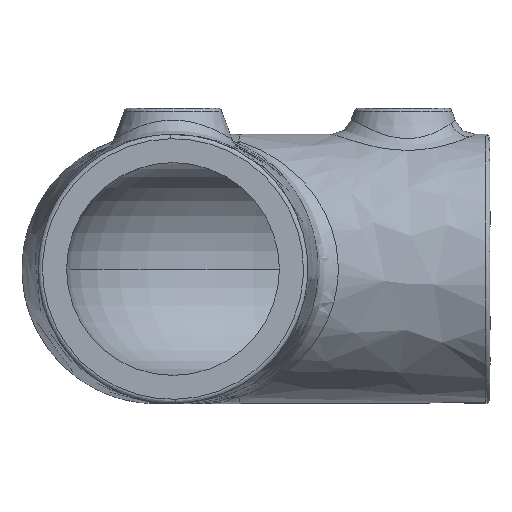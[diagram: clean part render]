
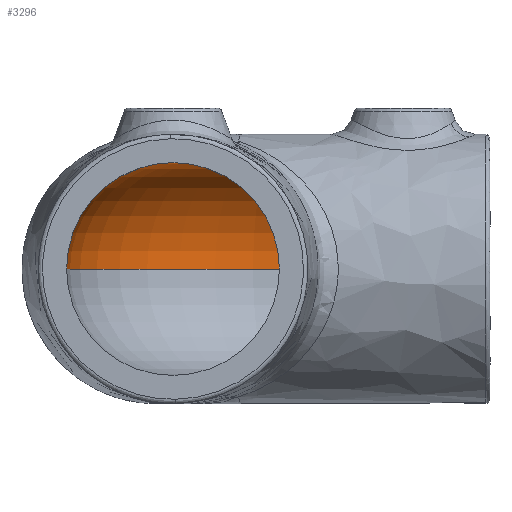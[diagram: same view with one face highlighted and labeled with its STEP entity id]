
A CAD part, front view. The second image highlights one B-rep face of the part: STEP entity #3296.
In plain terms, the highlighted toroidal (fillet/blend) face has major radius 27.5 mm and minor radius 24.5 mm.
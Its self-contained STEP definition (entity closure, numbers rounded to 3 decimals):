
#146 = DIRECTION ( 'NONE',  ( 0., 0., 1. ) ) ;
#266 = EDGE_LOOP ( 'NONE', ( #807, #4256, #4884, #2871, #943 ) ) ;
#333 = EDGE_CURVE ( 'NONE', #2737, #1625, #642, .T. ) ;
#408 = AXIS2_PLACEMENT_3D ( 'NONE', #2938, #583, #3334 ) ;
#559 = CARTESIAN_POINT ( 'NONE',  ( 27.5, -27.5, 0. ) ) ;
#565 = DIRECTION ( 'NONE',  ( 1., 0., 0. ) ) ;
#583 = DIRECTION ( 'NONE',  ( 0., 1., 0. ) ) ;
#642 = CIRCLE ( 'NONE', #408, 24.5 ) ;
#646 = CIRCLE ( 'NONE', #3789, 24.5 ) ;
#807 = ORIENTED_EDGE ( 'NONE', *, *, #4324, .F. ) ;
#833 = DIRECTION ( 'NONE',  ( 0., 0., 1. ) ) ;
#842 = CARTESIAN_POINT ( 'NONE',  ( 0., -27.5, 0. ) ) ;
#849 = CARTESIAN_POINT ( 'NONE',  ( 27.5, -24.5, 0. ) ) ;
#888 = CARTESIAN_POINT ( 'NONE',  ( 27.5, 0., 0. ) ) ;
#938 = DIRECTION ( 'NONE',  ( 1., 0., 0. ) ) ;
#943 = ORIENTED_EDGE ( 'NONE', *, *, #333, .F. ) ;
#1221 = DIRECTION ( 'NONE',  ( 1., 0., 0. ) ) ;
#1448 = EDGE_CURVE ( 'NONE', #1625, #3839, #646, .T. ) ;
#1587 = CARTESIAN_POINT ( 'NONE',  ( 0., -27.5, 24.5 ) ) ;
#1609 = DIRECTION ( 'NONE',  ( 1., 0., 0. ) ) ;
#1625 = VERTEX_POINT ( 'NONE', #1587 ) ;
#1659 = DIRECTION ( 'NONE',  ( 0., 1., 0. ) ) ;
#1747 = CARTESIAN_POINT ( 'NONE',  ( 27.5, -27.5, 0. ) ) ;
#2048 = DIRECTION ( 'NONE',  ( 0., 0., 1. ) ) ;
#2381 = DIRECTION ( 'NONE',  ( 0., 1., 0. ) ) ;
#2590 = EDGE_CURVE ( 'NONE', #2881, #3356, #4479, .T. ) ;
#2737 = VERTEX_POINT ( 'NONE', #3624 ) ;
#2871 = ORIENTED_EDGE ( 'NONE', *, *, #1448, .F. ) ;
#2881 = VERTEX_POINT ( 'NONE', #2888 ) ;
#2888 = CARTESIAN_POINT ( 'NONE',  ( 27.5, 24.5, 0. ) ) ;
#2938 = CARTESIAN_POINT ( 'NONE',  ( 0., -27.5, 0. ) ) ;
#3061 = AXIS2_PLACEMENT_3D ( 'NONE', #3157, #833, #1221 ) ;
#3157 = CARTESIAN_POINT ( 'NONE',  ( 27.5, -27.5, 0. ) ) ;
#3296 = ADVANCED_FACE ( 'NONE', ( #3847 ), #4216, .F. ) ;
#3331 = AXIS2_PLACEMENT_3D ( 'NONE', #1747, #146, #565 ) ;
#3334 = DIRECTION ( 'NONE',  ( -1., 0., 0. ) ) ;
#3356 = VERTEX_POINT ( 'NONE', #849 ) ;
#3392 = AXIS2_PLACEMENT_3D ( 'NONE', #888, #1609, #2381 ) ;
#3553 = CIRCLE ( 'NONE', #4504, 3. ) ;
#3566 = DIRECTION ( 'NONE',  ( -1., 0., 0. ) ) ;
#3624 = CARTESIAN_POINT ( 'NONE',  ( -24.5, -27.5, 0. ) ) ;
#3683 = CIRCLE ( 'NONE', #3331, 52. ) ;
#3789 = AXIS2_PLACEMENT_3D ( 'NONE', #842, #1659, #3566 ) ;
#3839 = VERTEX_POINT ( 'NONE', #3874 ) ;
#3847 = FACE_OUTER_BOUND ( 'NONE', #266, .T. ) ;
#3874 = CARTESIAN_POINT ( 'NONE',  ( 24.5, -27.5, 0. ) ) ;
#4216 = TOROIDAL_SURFACE ( 'NONE', #3061, 27.5, 24.5 ) ;
#4256 = ORIENTED_EDGE ( 'NONE', *, *, #2590, .T. ) ;
#4324 = EDGE_CURVE ( 'NONE', #2881, #2737, #3683, .T. ) ;
#4479 = CIRCLE ( 'NONE', #3392, 24.5 ) ;
#4504 = AXIS2_PLACEMENT_3D ( 'NONE', #559, #2048, #938 ) ;
#4691 = EDGE_CURVE ( 'NONE', #3356, #3839, #3553, .T. ) ;
#4884 = ORIENTED_EDGE ( 'NONE', *, *, #4691, .T. ) ;
